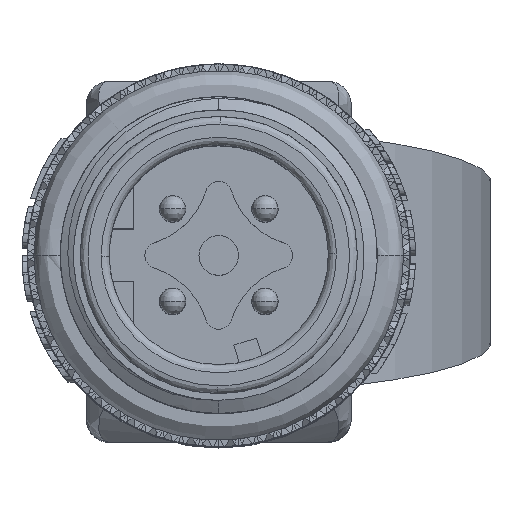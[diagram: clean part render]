
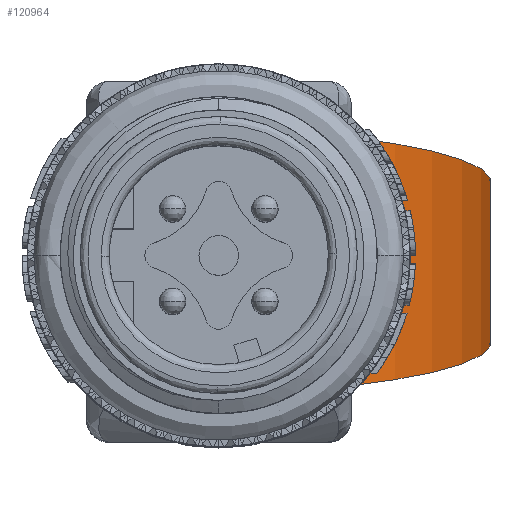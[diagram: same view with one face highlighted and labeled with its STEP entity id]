
A CAD part, top view. The second image highlights one B-rep face of the part: STEP entity #120964.
In plain terms, the highlighted cylindrical face has radius 13.208 mm (diameter 26.416 mm), a partial arc.
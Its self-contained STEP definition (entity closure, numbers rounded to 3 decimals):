
#1411 = CARTESIAN_POINT ( 'NONE',  ( 4.252, 8.827, 2.859 ) ) ;
#8295 = FACE_OUTER_BOUND ( 'NONE', #113264, .T. ) ;
#15213 = EDGE_CURVE ( 'NONE', #112899, #123447, #16196, .T. ) ;
#16196 = LINE ( 'NONE', #81456, #130533 ) ;
#16297 = CARTESIAN_POINT ( 'NONE',  ( 2.829, 10.222, 11.965 ) ) ;
#19549 = LINE ( 'NONE', #143156, #45560 ) ;
#23281 = CARTESIAN_POINT ( 'NONE',  ( 3.57, 10.727, 7.228 ) ) ;
#34868 = ORIENTED_EDGE ( 'NONE', *, *, #107489, .F. ) ;
#36096 = EDGE_CURVE ( 'NONE', #96830, #107266, #19549, .T. ) ;
#44642 = ORIENTED_EDGE ( 'NONE', *, *, #15213, .F. ) ;
#45560 = VECTOR ( 'NONE', #88062, 1000. ) ;
#49717 = DIRECTION ( 'NONE',  ( -1., 0., 0. ) ) ;
#49980 = CARTESIAN_POINT ( 'NONE',  ( -3.57, 10.727, 7.228 ) ) ;
#50967 = ORIENTED_EDGE ( 'NONE', *, *, #36096, .T. ) ;
#59146 = DIRECTION ( 'NONE',  ( -1., 0., 0. ) ) ;
#60362 = CYLINDRICAL_SURFACE ( 'NONE', #110506, 13.208 ) ;
#61133 = CARTESIAN_POINT ( 'NONE',  ( -4.252, 8.827, 2.859 ) ) ;
#69227 =( BOUNDED_CURVE ( )  B_SPLINE_CURVE ( 3, ( #79002, #1411, #23281, #90213 ),
 .UNSPECIFIED., .F., .F. ) 
 B_SPLINE_CURVE_WITH_KNOTS ( ( 4, 4 ),
 ( 3.785, 4.819 ),
 .UNSPECIFIED. ) 
 CURVE ( )  GEOMETRIC_REPRESENTATION_ITEM ( )  RATIONAL_B_SPLINE_CURVE ( ( 1., 0.913, 0.913, 1. ) ) 
 REPRESENTATION_ITEM ( '' )  );
#75565 = EDGE_CURVE ( 'NONE', #96830, #112899, #69227, .T. ) ;
#79002 = CARTESIAN_POINT ( 'NONE',  ( 4.699, 5.017, 0. ) ) ;
#81456 = CARTESIAN_POINT ( 'NONE',  ( 4.699, 10.222, 11.965 ) ) ;
#83198 = DIRECTION ( 'NONE',  ( 0., 0., 1. ) ) ;
#88062 = DIRECTION ( 'NONE',  ( -1., 0., 0. ) ) ;
#90213 = CARTESIAN_POINT ( 'NONE',  ( 2.829, 10.222, 11.965 ) ) ;
#95073 = CARTESIAN_POINT ( 'NONE',  ( 4.699, 5.017, 0. ) ) ;
#96830 = VERTEX_POINT ( 'NONE', #95073 ) ;
#99965 = CARTESIAN_POINT ( 'NONE',  ( -4.699, 5.017, 0. ) ) ;
#103768 = CARTESIAN_POINT ( 'NONE',  ( -2.829, 10.222, 11.965 ) ) ;
#106195 = ORIENTED_EDGE ( 'NONE', *, *, #75565, .F. ) ;
#107266 = VERTEX_POINT ( 'NONE', #99965 ) ;
#107489 = EDGE_CURVE ( 'NONE', #123447, #107266, #143058, .T. ) ;
#110506 = AXIS2_PLACEMENT_3D ( 'NONE', #138340, #49717, #83198 ) ;
#112899 = VERTEX_POINT ( 'NONE', #16297 ) ;
#113264 = EDGE_LOOP ( 'NONE', ( #34868, #44642, #106195, #50967 ) ) ;
#117259 = CARTESIAN_POINT ( 'NONE',  ( -2.829, 10.222, 11.965 ) ) ;
#120964 = ADVANCED_FACE ( 'NONE', ( #8295 ), #60362, .T. ) ;
#123447 = VERTEX_POINT ( 'NONE', #117259 ) ;
#130533 = VECTOR ( 'NONE', #59146, 1000. ) ;
#138340 = CARTESIAN_POINT ( 'NONE',  ( 4.699, -2.911, 10.564 ) ) ;
#138595 = CARTESIAN_POINT ( 'NONE',  ( -4.699, 5.017, 0. ) ) ;
#143058 =( BOUNDED_CURVE ( )  B_SPLINE_CURVE ( 3, ( #103768, #49980, #61133, #138595 ),
 .UNSPECIFIED., .F., .F. ) 
 B_SPLINE_CURVE_WITH_KNOTS ( ( 4, 4 ),
 ( 4.606, 5.639 ),
 .UNSPECIFIED. ) 
 CURVE ( )  GEOMETRIC_REPRESENTATION_ITEM ( )  RATIONAL_B_SPLINE_CURVE ( ( 1., 0.913, 0.913, 1. ) ) 
 REPRESENTATION_ITEM ( '' )  );
#143156 = CARTESIAN_POINT ( 'NONE',  ( 4.699, 5.017, 0. ) ) ;
